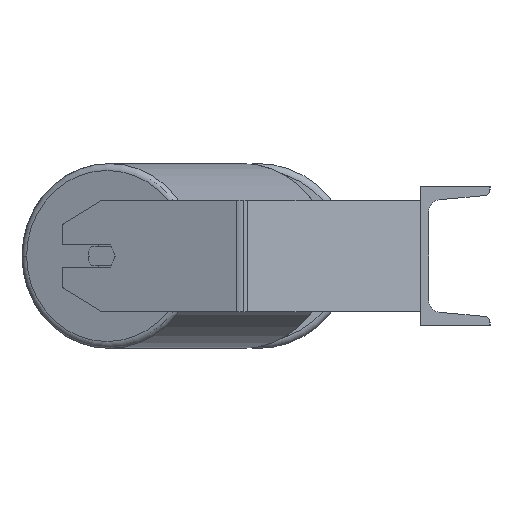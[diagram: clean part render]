
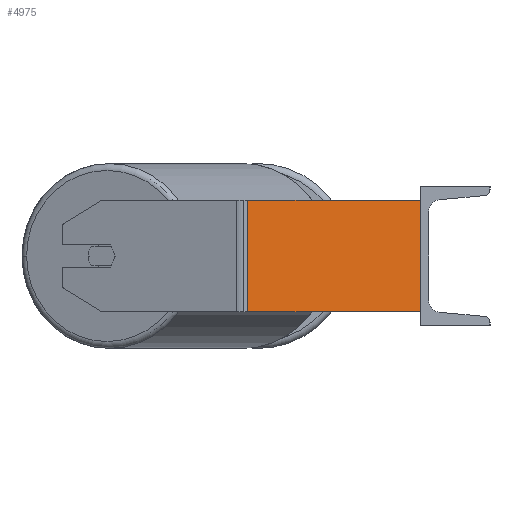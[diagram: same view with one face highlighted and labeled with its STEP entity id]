
A CAD part, left-side view. The second image highlights one B-rep face of the part: STEP entity #4975.
In plain terms, the highlighted planar face has unit normal (-0.985, -0.174, 0).
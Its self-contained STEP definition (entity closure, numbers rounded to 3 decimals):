
#61 = CARTESIAN_POINT ( 'NONE',  ( -485., 0., 40. ) ) ;
#352 = LINE ( 'NONE', #5986, #4458 ) ;
#608 = DIRECTION ( 'NONE',  ( -0.174, 0.985, 0. ) ) ;
#977 = CARTESIAN_POINT ( 'NONE',  ( -506.896, 124.176, 40. ) ) ;
#1021 = DIRECTION ( 'NONE',  ( 0., 0., -1. ) ) ;
#1516 = VECTOR ( 'NONE', #5718, 1000. ) ;
#1555 = VERTEX_POINT ( 'NONE', #4264 ) ;
#2063 = CARTESIAN_POINT ( 'NONE',  ( -507.64, 128.398, 40. ) ) ;
#2073 = EDGE_LOOP ( 'NONE', ( #6631, #5068, #2267, #7578 ) ) ;
#2267 = ORIENTED_EDGE ( 'NONE', *, *, #5853, .F. ) ;
#2799 = DIRECTION ( 'NONE',  ( 0.174, -0.985, 0. ) ) ;
#3295 = AXIS2_PLACEMENT_3D ( 'NONE', #5620, #6965, #608 ) ;
#4264 = CARTESIAN_POINT ( 'NONE',  ( -506.896, 124.176, -40. ) ) ;
#4456 = VERTEX_POINT ( 'NONE', #5515 ) ;
#4458 = VECTOR ( 'NONE', #5893, 1000. ) ;
#4646 = EDGE_CURVE ( 'NONE', #7194, #1555, #5933, .T. ) ;
#4975 = ADVANCED_FACE ( 'NONE', ( #7833 ), #5584, .F. ) ;
#5068 = ORIENTED_EDGE ( 'NONE', *, *, #5085, .F. ) ;
#5085 = EDGE_CURVE ( 'NONE', #4456, #7612, #6390, .T. ) ;
#5515 = CARTESIAN_POINT ( 'NONE',  ( -485., 0., 40. ) ) ;
#5584 = PLANE ( 'NONE',  #3295 ) ;
#5620 = CARTESIAN_POINT ( 'NONE',  ( -507.64, 128.398, 40. ) ) ;
#5718 = DIRECTION ( 'NONE',  ( 0., 0., -1. ) ) ;
#5853 = EDGE_CURVE ( 'NONE', #7194, #4456, #6336, .T. ) ;
#5893 = DIRECTION ( 'NONE',  ( 0.174, -0.985, 0. ) ) ;
#5933 = LINE ( 'NONE', #977, #6548 ) ;
#5986 = CARTESIAN_POINT ( 'NONE',  ( -507.64, 128.398, -40. ) ) ;
#6003 = EDGE_CURVE ( 'NONE', #1555, #7612, #352, .T. ) ;
#6336 = LINE ( 'NONE', #2063, #7457 ) ;
#6390 = LINE ( 'NONE', #61, #1516 ) ;
#6548 = VECTOR ( 'NONE', #1021, 1000. ) ;
#6631 = ORIENTED_EDGE ( 'NONE', *, *, #6003, .T. ) ;
#6965 = DIRECTION ( 'NONE',  ( 0.985, 0.174, 0. ) ) ;
#7194 = VERTEX_POINT ( 'NONE', #8279 ) ;
#7457 = VECTOR ( 'NONE', #2799, 1000. ) ;
#7578 = ORIENTED_EDGE ( 'NONE', *, *, #4646, .T. ) ;
#7612 = VERTEX_POINT ( 'NONE', #8360 ) ;
#7833 = FACE_OUTER_BOUND ( 'NONE', #2073, .T. ) ;
#8279 = CARTESIAN_POINT ( 'NONE',  ( -506.896, 124.176, 40. ) ) ;
#8360 = CARTESIAN_POINT ( 'NONE',  ( -485., 0., -40. ) ) ;
